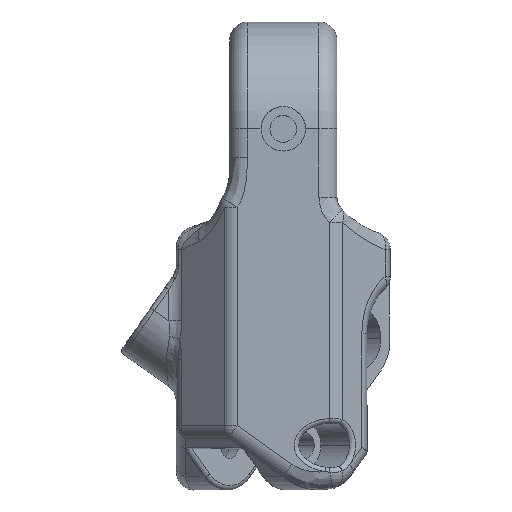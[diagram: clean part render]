
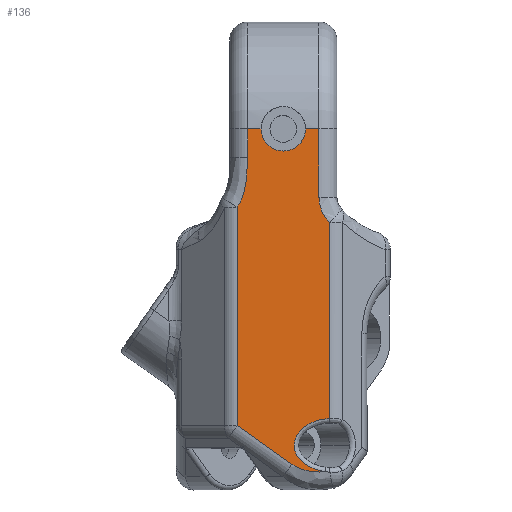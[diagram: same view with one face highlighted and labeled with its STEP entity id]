
A CAD part, top view. The second image highlights one B-rep face of the part: STEP entity #136.
In plain terms, the highlighted planar face has unit normal (0, 0, 1).
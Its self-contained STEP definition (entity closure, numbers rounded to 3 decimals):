
#122 = VERTEX_POINT ( 'NONE', #1139 ) ;
#136 = ADVANCED_FACE ( 'NONE', ( #848 ), #417, .T. ) ;
#327 = DIRECTION ( 'NONE',  ( 0., 1., 0. ) ) ;
#352 = LINE ( 'NONE', #4996, #9922 ) ;
#406 = CARTESIAN_POINT ( 'NONE',  ( 4.203, -8.957, 12. ) ) ;
#417 = PLANE ( 'NONE',  #6523 ) ;
#418 = CARTESIAN_POINT ( 'NONE',  ( 3.313, -38.63, 12. ) ) ;
#428 = CARTESIAN_POINT ( 'NONE',  ( -6., 0., 12. ) ) ;
#459 = CARTESIAN_POINT ( 'NONE',  ( 4.026, -8.194, 12. ) ) ;
#525 = EDGE_CURVE ( 'NONE', #9227, #7489, #9154, .T. ) ;
#535 = DIRECTION ( 'NONE',  ( 0.816, -0.577, 0. ) ) ;
#584 = CARTESIAN_POINT ( 'NONE',  ( -21.415, -21.801, 12. ) ) ;
#639 = CARTESIAN_POINT ( 'NONE',  ( 5.172, -32.507, 12. ) ) ;
#649 = DIRECTION ( 'NONE',  ( 0., -1., 0. ) ) ;
#683 = CIRCLE ( 'NONE', #3675, 2.5 ) ;
#784 = CARTESIAN_POINT ( 'NONE',  ( 0., 0., 12. ) ) ;
#848 = FACE_OUTER_BOUND ( 'NONE', #2254, .T. ) ;
#871 = VECTOR ( 'NONE', #327, 1000. ) ;
#1050 = ORIENTED_EDGE ( 'NONE', *, *, #3472, .T. ) ;
#1105 = LINE ( 'NONE', #2667, #871 ) ;
#1106 = CARTESIAN_POINT ( 'NONE',  ( 0.958, -37.621, 12. ) ) ;
#1123 = ORIENTED_EDGE ( 'NONE', *, *, #6631, .F. ) ;
#1139 = CARTESIAN_POINT ( 'NONE',  ( 5.172, -10.5, 12. ) ) ;
#1147 = LINE ( 'NONE', #5213, #1355 ) ;
#1157 = CARTESIAN_POINT ( 'NONE',  ( 2.5, 0., 12. ) ) ;
#1172 = VERTEX_POINT ( 'NONE', #1106 ) ;
#1329 = CARTESIAN_POINT ( 'NONE',  ( -6., 0., 12. ) ) ;
#1355 = VECTOR ( 'NONE', #4372, 1000. ) ;
#1374 = EDGE_CURVE ( 'NONE', #1998, #7535, #683, .T. ) ;
#1627 = VERTEX_POINT ( 'NONE', #6413 ) ;
#1754 = CARTESIAN_POINT ( 'NONE',  ( 4.708, -38.453, 12. ) ) ;
#1980 = CARTESIAN_POINT ( 'NONE',  ( 0.958, -37.621, 12. ) ) ;
#1998 = VERTEX_POINT ( 'NONE', #1157 ) ;
#2254 = EDGE_LOOP ( 'NONE', ( #7714, #5064, #2894, #2907, #7499, #4329, #5381, #1123, #2730, #8678, #1050, #4695 ) ) ;
#2314 = EDGE_CURVE ( 'NONE', #1627, #9227, #1147, .T. ) ;
#2645 = CARTESIAN_POINT ( 'NONE',  ( -4.273, -6.564, 12. ) ) ;
#2667 = CARTESIAN_POINT ( 'NONE',  ( 4., 0., 12. ) ) ;
#2730 = ORIENTED_EDGE ( 'NONE', *, *, #2314, .T. ) ;
#2894 = ORIENTED_EDGE ( 'NONE', *, *, #6112, .T. ) ;
#2907 = ORIENTED_EDGE ( 'NONE', *, *, #7742, .T. ) ;
#2958 = LINE ( 'NONE', #1329, #8076 ) ;
#3041 = EDGE_CURVE ( 'NONE', #8843, #1172, #8534, .T. ) ;
#3142 = CARTESIAN_POINT ( 'NONE',  ( 4.405, -9.444, 12. ) ) ;
#3460 =( BOUNDED_CURVE ( )  B_SPLINE_CURVE ( 3, ( #4605, #10127, #7070, #639 ),
 .UNSPECIFIED., .F., .T. ) 
 B_SPLINE_CURVE_WITH_KNOTS ( ( 4, 4 ),
 ( 1.749, 4.645 ),
 .UNSPECIFIED. ) 
 CURVE ( )  GEOMETRIC_REPRESENTATION_ITEM ( )  RATIONAL_B_SPLINE_CURVE ( ( 1., 0.415, 0.415, 1. ) ) 
 REPRESENTATION_ITEM ( '' )  );
#3472 = EDGE_CURVE ( 'NONE', #7489, #8843, #6197, .T. ) ;
#3580 = CARTESIAN_POINT ( 'NONE',  ( 4.708, -38.453, 12. ) ) ;
#3592 = DIRECTION ( 'NONE',  ( 1., 0., 0. ) ) ;
#3675 = AXIS2_PLACEMENT_3D ( 'NONE', #784, #5521, #7992 ) ;
#4003 = CARTESIAN_POINT ( 'NONE',  ( -5.172, -8.812, 12. ) ) ;
#4069 = VECTOR ( 'NONE', #3592, 1000. ) ;
#4193 = CARTESIAN_POINT ( 'NONE',  ( -4.226, -6.326, 12. ) ) ;
#4247 = CARTESIAN_POINT ( 'NONE',  ( -4.03, -5.137, 12. ) ) ;
#4329 = ORIENTED_EDGE ( 'NONE', *, *, #8366, .F. ) ;
#4352 = EDGE_CURVE ( 'NONE', #5909, #4694, #1105, .T. ) ;
#4372 = DIRECTION ( 'NONE',  ( 0., -1., 0. ) ) ;
#4535 = VECTOR ( 'NONE', #535, 1000. ) ;
#4605 = CARTESIAN_POINT ( 'NONE',  ( 4.708, -38.453, 12. ) ) ;
#4694 = VERTEX_POINT ( 'NONE', #10160 ) ;
#4695 = ORIENTED_EDGE ( 'NONE', *, *, #3041, .T. ) ;
#4706 = CARTESIAN_POINT ( 'NONE',  ( 4.82, -10.111, 12. ) ) ;
#4996 = CARTESIAN_POINT ( 'NONE',  ( 5.172, -13.292, 12. ) ) ;
#5064 = ORIENTED_EDGE ( 'NONE', *, *, #5667, .T. ) ;
#5213 = CARTESIAN_POINT ( 'NONE',  ( -4., -3.5, 12. ) ) ;
#5381 = ORIENTED_EDGE ( 'NONE', *, *, #1374, .T. ) ;
#5390 = CARTESIAN_POINT ( 'NONE',  ( 4.127, -8.704, 12. ) ) ;
#5399 = VERTEX_POINT ( 'NONE', #1754 ) ;
#5418 = CARTESIAN_POINT ( 'NONE',  ( 4., -7.67, 12. ) ) ;
#5521 = DIRECTION ( 'NONE',  ( 0., 0., -1. ) ) ;
#5667 = EDGE_CURVE ( 'NONE', #5399, #5908, #3460, .T. ) ;
#5736 = CARTESIAN_POINT ( 'NONE',  ( -4.388, -7.035, 12. ) ) ;
#5787 = CARTESIAN_POINT ( 'NONE',  ( -4., -3.202, 12. ) ) ;
#5885 = VECTOR ( 'NONE', #649, 1000. ) ;
#5908 = VERTEX_POINT ( 'NONE', #8472 ) ;
#5909 = VERTEX_POINT ( 'NONE', #5418 ) ;
#5951 = DIRECTION ( 'NONE',  ( 1., 0., 0. ) ) ;
#5999 = CARTESIAN_POINT ( 'NONE',  ( 1.961, -38.33, 12. ) ) ;
#6052 = CARTESIAN_POINT ( 'NONE',  ( -4., -3.202, 12. ) ) ;
#6112 = EDGE_CURVE ( 'NONE', #5908, #122, #352, .T. ) ;
#6197 = LINE ( 'NONE', #9604, #5885 ) ;
#6338 = CARTESIAN_POINT ( 'NONE',  ( 4.985, -10.313, 12. ) ) ;
#6413 = CARTESIAN_POINT ( 'NONE',  ( -4., 0., 12. ) ) ;
#6440 = CARTESIAN_POINT ( 'NONE',  ( -2.5, 0., 12. ) ) ;
#6523 = AXIS2_PLACEMENT_3D ( 'NONE', #9991, #8309, #5951 ) ;
#6631 = EDGE_CURVE ( 'NONE', #1627, #7535, #2958, .T. ) ;
#7065 = CARTESIAN_POINT ( 'NONE',  ( 4., -7.934, 12. ) ) ;
#7070 = CARTESIAN_POINT ( 'NONE',  ( -1.579, -32.83, 12. ) ) ;
#7304 = CARTESIAN_POINT ( 'NONE',  ( 5.172, -10.5, 12. ) ) ;
#7355 = CARTESIAN_POINT ( 'NONE',  ( -4.696, -7.962, 12. ) ) ;
#7489 = VERTEX_POINT ( 'NONE', #4003 ) ;
#7499 = ORIENTED_EDGE ( 'NONE', *, *, #4352, .T. ) ;
#7507 = DIRECTION ( 'NONE',  ( 0., 1., 0. ) ) ;
#7535 = VERTEX_POINT ( 'NONE', #6440 ) ;
#7559 = CARTESIAN_POINT ( 'NONE',  ( 4.53, -9.677, 12. ) ) ;
#7581 = LINE ( 'NONE', #428, #4069 ) ;
#7664 = DIRECTION ( 'NONE',  ( 1., 0., 0. ) ) ;
#7714 = ORIENTED_EDGE ( 'NONE', *, *, #9198, .T. ) ;
#7742 = EDGE_CURVE ( 'NONE', #122, #5909, #7961, .T. ) ;
#7846 = CARTESIAN_POINT ( 'NONE',  ( 4., -7.67, 12. ) ) ;
#7961 = B_SPLINE_CURVE_WITH_KNOTS ( 'NONE', 3,
 ( #7304, #6338, #4706, #7559, #3142, #406, #5390, #459, #7065, #7846 ),
 .UNSPECIFIED., .F., .F.,
 ( 4, 2, 2, 2, 4 ),
 ( 0., 0.001, 0.002, 0.002, 0.003 ),
 .UNSPECIFIED. ) ;
#7992 = DIRECTION ( 'NONE',  ( 1., 0., 0. ) ) ;
#8076 = VECTOR ( 'NONE', #7664, 1000. ) ;
#8143 = CARTESIAN_POINT ( 'NONE',  ( -4.457, -7.271, 12. ) ) ;
#8190 = CARTESIAN_POINT ( 'NONE',  ( -5.172, -8.812, 12. ) ) ;
#8309 = DIRECTION ( 'NONE',  ( 0., 0., 1. ) ) ;
#8362 =( BOUNDED_CURVE ( )  B_SPLINE_CURVE ( 3, ( #1980, #5999, #418, #3580 ),
 .UNSPECIFIED., .F., .T. ) 
 B_SPLINE_CURVE_WITH_KNOTS ( ( 4, 4 ),
 ( 3.927, 4.89 ),
 .UNSPECIFIED. ) 
 CURVE ( )  GEOMETRIC_REPRESENTATION_ITEM ( )  RATIONAL_B_SPLINE_CURVE ( ( 1., 0.924, 0.924, 1. ) ) 
 REPRESENTATION_ITEM ( '' )  );
#8366 = EDGE_CURVE ( 'NONE', #1998, #4694, #7581, .T. ) ;
#8472 = CARTESIAN_POINT ( 'NONE',  ( 5.172, -32.507, 12. ) ) ;
#8534 = LINE ( 'NONE', #584, #4535 ) ;
#8678 = ORIENTED_EDGE ( 'NONE', *, *, #525, .T. ) ;
#8843 = VERTEX_POINT ( 'NONE', #10002 ) ;
#8930 = CARTESIAN_POINT ( 'NONE',  ( -4., -4.171, 12. ) ) ;
#8977 = CARTESIAN_POINT ( 'NONE',  ( -4.901, -8.402, 12. ) ) ;
#9154 = B_SPLINE_CURVE_WITH_KNOTS ( 'NONE', 3,
 ( #5787, #8930, #4247, #4193, #2645, #5736, #8143, #7355, #8977, #8190 ),
 .UNSPECIFIED., .F., .F.,
 ( 4, 2, 2, 2, 4 ),
 ( 0., 0.003, 0.004, 0.004, 0.006 ),
 .UNSPECIFIED. ) ;
#9198 = EDGE_CURVE ( 'NONE', #1172, #5399, #8362, .T. ) ;
#9227 = VERTEX_POINT ( 'NONE', #6052 ) ;
#9604 = CARTESIAN_POINT ( 'NONE',  ( -5.172, -34.115, 12. ) ) ;
#9922 = VECTOR ( 'NONE', #7507, 1000. ) ;
#9991 = CARTESIAN_POINT ( 'NONE',  ( -6., 0., 12. ) ) ;
#10002 = CARTESIAN_POINT ( 'NONE',  ( -5.172, -33.287, 12. ) ) ;
#10127 = CARTESIAN_POINT ( 'NONE',  ( -1.951, -37.607, 12. ) ) ;
#10160 = CARTESIAN_POINT ( 'NONE',  ( 4., 0., 12. ) ) ;
